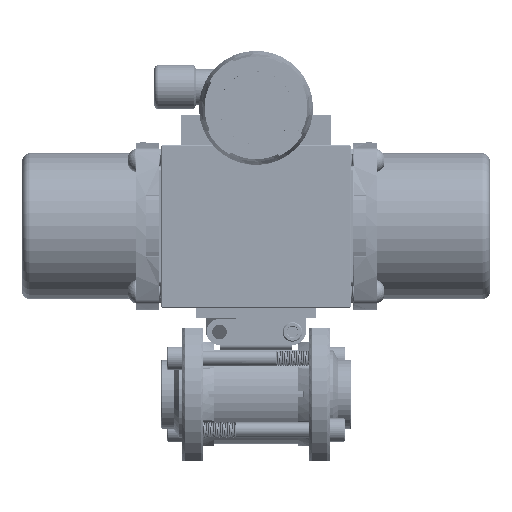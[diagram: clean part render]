
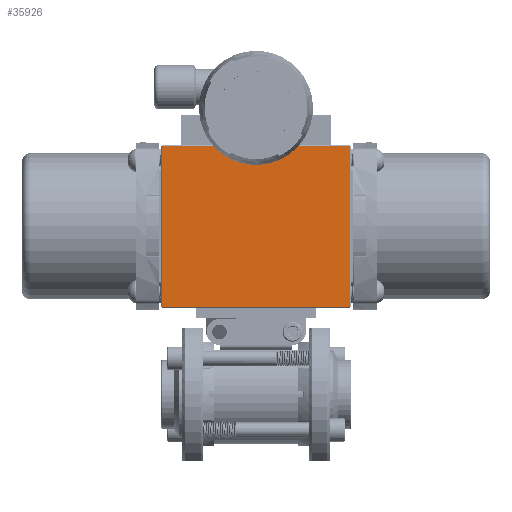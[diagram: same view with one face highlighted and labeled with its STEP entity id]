
A CAD part, top view. The second image highlights one B-rep face of the part: STEP entity #35926.
In plain terms, the highlighted planar face has unit normal (0, 0, 1).
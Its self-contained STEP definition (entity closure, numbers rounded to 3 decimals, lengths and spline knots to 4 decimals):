
#2335 = EDGE_CURVE ( 'NONE', #35013, #79393, #31832, .T. ) ;
#10034 = CARTESIAN_POINT ( 'NONE',  ( -2.275, 5.974, 1.55 ) ) ;
#23227 = VECTOR ( 'NONE', #129510, 39.3701 ) ;
#23531 = CARTESIAN_POINT ( 'NONE',  ( -2.275, 2.094, 1.55 ) ) ;
#27265 = VECTOR ( 'NONE', #70657, 39.3701 ) ;
#31832 = LINE ( 'NONE', #172618, #27265 ) ;
#31908 = VECTOR ( 'NONE', #67498, 39.3701 ) ;
#35013 = VERTEX_POINT ( 'NONE', #64744 ) ;
#35926 = ADVANCED_FACE ( 'NONE', ( #111038 ), #82686, .F. ) ;
#42877 = CARTESIAN_POINT ( 'NONE',  ( -2.275, 5.954, 1.55 ) ) ;
#43508 = CARTESIAN_POINT ( 'NONE',  ( -2.255, 2.074, 1.55 ) ) ;
#61844 = ORIENTED_EDGE ( 'NONE', *, *, #75542, .T. ) ;
#64744 = CARTESIAN_POINT ( 'NONE',  ( 2.251, 2.094, 1.55 ) ) ;
#66917 = EDGE_CURVE ( 'NONE', #144828, #35013, #152818, .T. ) ;
#67498 = DIRECTION ( 'NONE',  ( 1., 0., 0. ) ) ;
#68654 = DIRECTION ( 'NONE',  ( 0., -1., 0. ) ) ;
#70657 = DIRECTION ( 'NONE',  ( 0., 1., 0. ) ) ;
#75258 = VECTOR ( 'NONE', #86809, 39.3701 ) ;
#75542 = EDGE_CURVE ( 'NONE', #133457, #144828, #134882, .T. ) ;
#79393 = VERTEX_POINT ( 'NONE', #102608 ) ;
#82686 = PLANE ( 'NONE',  #142271 ) ;
#86809 = DIRECTION ( 'NONE',  ( -1., 0., 0. ) ) ;
#98605 = ORIENTED_EDGE ( 'NONE', *, *, #66917, .T. ) ;
#100628 = CARTESIAN_POINT ( 'NONE',  ( -2.255, 5.954, 1.55 ) ) ;
#102608 = CARTESIAN_POINT ( 'NONE',  ( 2.251, 5.954, 1.55 ) ) ;
#111038 = FACE_OUTER_BOUND ( 'NONE', #138320, .T. ) ;
#111516 = CARTESIAN_POINT ( 'NONE',  ( -2.255, 2.094, 1.55 ) ) ;
#129510 = DIRECTION ( 'NONE',  ( 0., -1., 0. ) ) ;
#133457 = VERTEX_POINT ( 'NONE', #100628 ) ;
#134882 = LINE ( 'NONE', #43508, #23227 ) ;
#138320 = EDGE_LOOP ( 'NONE', ( #174051, #148039, #61844, #98605 ) ) ;
#142271 = AXIS2_PLACEMENT_3D ( 'NONE', #10034, #155982, #68654 ) ;
#144828 = VERTEX_POINT ( 'NONE', #111516 ) ;
#148039 = ORIENTED_EDGE ( 'NONE', *, *, #177131, .T. ) ;
#152818 = LINE ( 'NONE', #23531, #31908 ) ;
#155982 = DIRECTION ( 'NONE',  ( 0., 0., -1. ) ) ;
#172618 = CARTESIAN_POINT ( 'NONE',  ( 2.251, 5.974, 1.55 ) ) ;
#174051 = ORIENTED_EDGE ( 'NONE', *, *, #2335, .T. ) ;
#177131 = EDGE_CURVE ( 'NONE', #79393, #133457, #187012, .T. ) ;
#187012 = LINE ( 'NONE', #42877, #75258 ) ;
